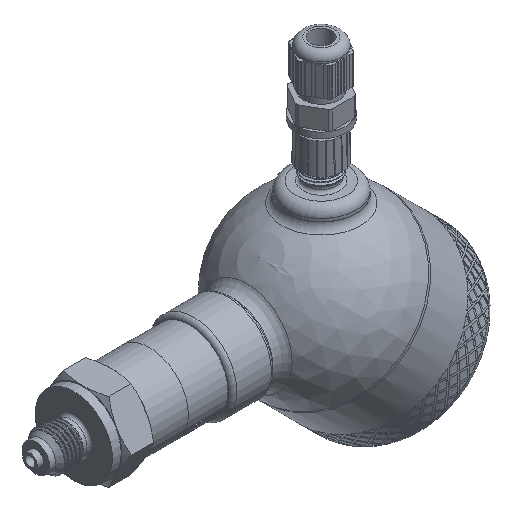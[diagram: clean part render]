
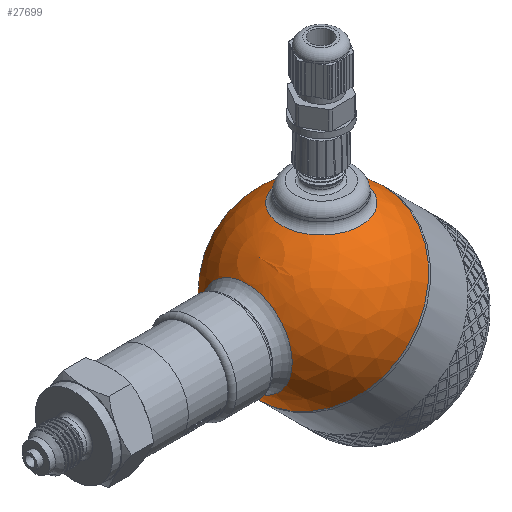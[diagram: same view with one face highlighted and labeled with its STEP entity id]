
A CAD part, isometric view. The second image highlights one B-rep face of the part: STEP entity #27699.
In plain terms, the highlighted spherical face has radius 30 mm.
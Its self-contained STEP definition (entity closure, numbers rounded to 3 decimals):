
#65=SPHERICAL_SURFACE('',#29350,30.);
#145=FACE_BOUND('',#3889,.T.);
#146=FACE_BOUND('',#3890,.T.);
#2128=FACE_OUTER_BOUND('',#3888,.T.);
#3888=EDGE_LOOP('',(#20100,#20101,#20102,#20103));
#3889=EDGE_LOOP('',(#20104));
#3890=EDGE_LOOP('',(#20105));
#5532=CIRCLE('',#29273,30.);
#5533=CIRCLE('',#29274,30.);
#5560=CIRCLE('',#29346,13.5);
#5563=CIRCLE('',#29351,30.);
#5564=CIRCLE('',#29352,15.643);
#11011=VERTEX_POINT('',#37938);
#11012=VERTEX_POINT('',#37940);
#11539=VERTEX_POINT('',#44704);
#11541=VERTEX_POINT('',#44711);
#11542=VERTEX_POINT('',#44713);
#13969=EDGE_CURVE('',#11011,#11012,#5532,.T.);
#13970=EDGE_CURVE('',#11012,#11011,#5533,.T.);
#14763=EDGE_CURVE('',#11539,#11539,#5560,.T.);
#14766=EDGE_CURVE('',#11012,#11541,#5563,.T.);
#14767=EDGE_CURVE('',#11542,#11542,#5564,.T.);
#20100=ORIENTED_EDGE('',*,*,#13970,.F.);
#20101=ORIENTED_EDGE('',*,*,#14766,.T.);
#20102=ORIENTED_EDGE('',*,*,#14766,.F.);
#20103=ORIENTED_EDGE('',*,*,#13969,.F.);
#20104=ORIENTED_EDGE('',*,*,#14767,.F.);
#20105=ORIENTED_EDGE('',*,*,#14763,.F.);
#27699=ADVANCED_FACE('',(#2128,#145,#146),#65,.T.);
#29273=AXIS2_PLACEMENT_3D('',#37941,#30750,#30751);
#29274=AXIS2_PLACEMENT_3D('',#37942,#30752,#30753);
#29346=AXIS2_PLACEMENT_3D('',#44705,#31174,#31175);
#29350=AXIS2_PLACEMENT_3D('',#44710,#31182,#31183);
#29351=AXIS2_PLACEMENT_3D('',#44712,#31184,#31185);
#29352=AXIS2_PLACEMENT_3D('',#44714,#31186,#31187);
#30750=DIRECTION('center_axis',(1.,0.,0.));
#30751=DIRECTION('ref_axis',(0.,1.,0.));
#30752=DIRECTION('center_axis',(1.,0.,0.));
#30753=DIRECTION('ref_axis',(0.,1.,0.));
#31174=DIRECTION('center_axis',(-0.707,0.,-0.707));
#31175=DIRECTION('ref_axis',(-0.707,0.,0.707));
#31182=DIRECTION('center_axis',(1.,0.,0.));
#31183=DIRECTION('ref_axis',(0.,-1.,0.));
#31184=DIRECTION('center_axis',(0.,0.,1.));
#31185=DIRECTION('ref_axis',(0.,1.,0.));
#31186=DIRECTION('center_axis',(-0.707,0.,0.707));
#31187=DIRECTION('ref_axis',(0.707,0.,0.707));
#37938=CARTESIAN_POINT('',(0.,-30.,0.));
#37940=CARTESIAN_POINT('',(0.,30.,0.));
#37941=CARTESIAN_POINT('Origin',(0.,0.,0.));
#37942=CARTESIAN_POINT('Origin',(0.,0.,0.));
#44704=CARTESIAN_POINT('',(-9.398,0.,-28.49));
#44705=CARTESIAN_POINT('Origin',(-18.944,0.,-18.944));
#44710=CARTESIAN_POINT('Origin',(0.,0.,0.));
#44711=CARTESIAN_POINT('',(-30.,0.,0.));
#44712=CARTESIAN_POINT('Origin',(0.,0.,0.));
#44713=CARTESIAN_POINT('',(-29.162,0.,7.04));
#44714=CARTESIAN_POINT('Origin',(-18.101,0.,18.101));
